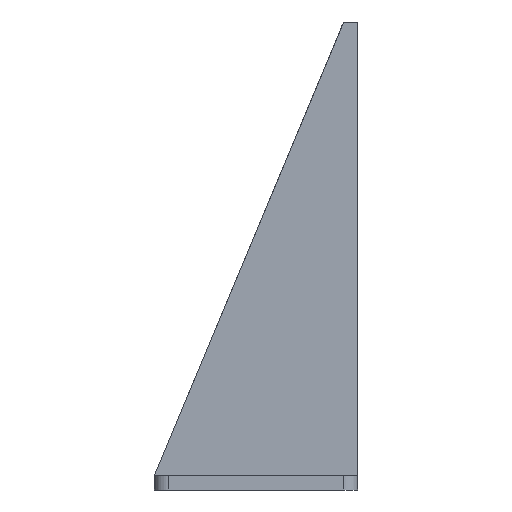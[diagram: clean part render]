
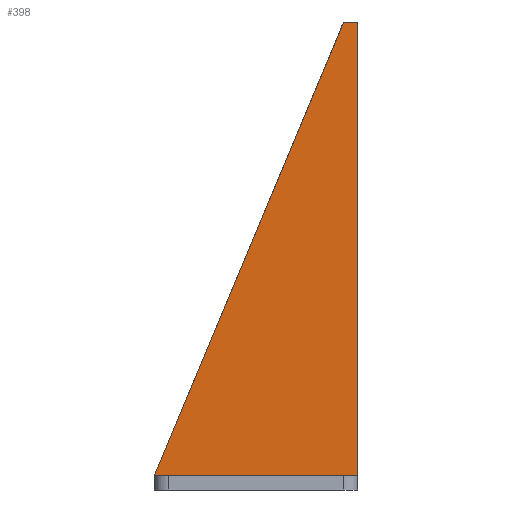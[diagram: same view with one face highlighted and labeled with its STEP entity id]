
A CAD part, left-side view. The second image highlights one B-rep face of the part: STEP entity #398.
In plain terms, the highlighted planar face has unit normal (-1, 0, 0).
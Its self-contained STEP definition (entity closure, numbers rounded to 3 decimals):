
#72 = VERTEX_POINT('',#73);
#73 = CARTESIAN_POINT('',(20.,0.5,3.));
#79 = EDGE_CURVE('',#80,#72,#82,.T.);
#80 = VERTEX_POINT('',#81);
#81 = CARTESIAN_POINT('',(20.,43.95,3.));
#82 = LINE('',#83,#84);
#83 = CARTESIAN_POINT('',(20.,7.414,3.));
#84 = VECTOR('',#85,1.);
#85 = DIRECTION('',(0.,-1.,0.));
#398 = ADVANCED_FACE('',(#399),#424,.T.);
#399 = FACE_BOUND('',#400,.T.);
#400 = EDGE_LOOP('',(#401,#402,#410,#418));
#401 = ORIENTED_EDGE('',*,*,#79,.T.);
#402 = ORIENTED_EDGE('',*,*,#403,.T.);
#403 = EDGE_CURVE('',#72,#404,#406,.T.);
#404 = VERTEX_POINT('',#405);
#405 = CARTESIAN_POINT('',(20.,0.5,100.));
#406 = LINE('',#407,#408);
#407 = CARTESIAN_POINT('',(20.,0.5,0.));
#408 = VECTOR('',#409,1.);
#409 = DIRECTION('',(0.,0.,1.));
#410 = ORIENTED_EDGE('',*,*,#411,.T.);
#411 = EDGE_CURVE('',#404,#412,#414,.T.);
#412 = VERTEX_POINT('',#413);
#413 = CARTESIAN_POINT('',(20.,3.5,100.));
#414 = LINE('',#415,#416);
#415 = CARTESIAN_POINT('',(20.,0.5,100.));
#416 = VECTOR('',#417,1.);
#417 = DIRECTION('',(0.,1.,0.));
#418 = ORIENTED_EDGE('',*,*,#419,.F.);
#419 = EDGE_CURVE('',#80,#412,#420,.T.);
#420 = LINE('',#421,#422);
#421 = CARTESIAN_POINT('',(20.,31.152,33.69));
#422 = VECTOR('',#423,1.);
#423 = DIRECTION('',(0.,-0.385,0.923));
#424 = PLANE('',#425);
#425 = AXIS2_PLACEMENT_3D('',#426,#427,#428);
#426 = CARTESIAN_POINT('',(20.,14.327,42.102));
#427 = DIRECTION('',(-1.,-0.,-0.));
#428 = DIRECTION('',(0.,0.,-1.));
